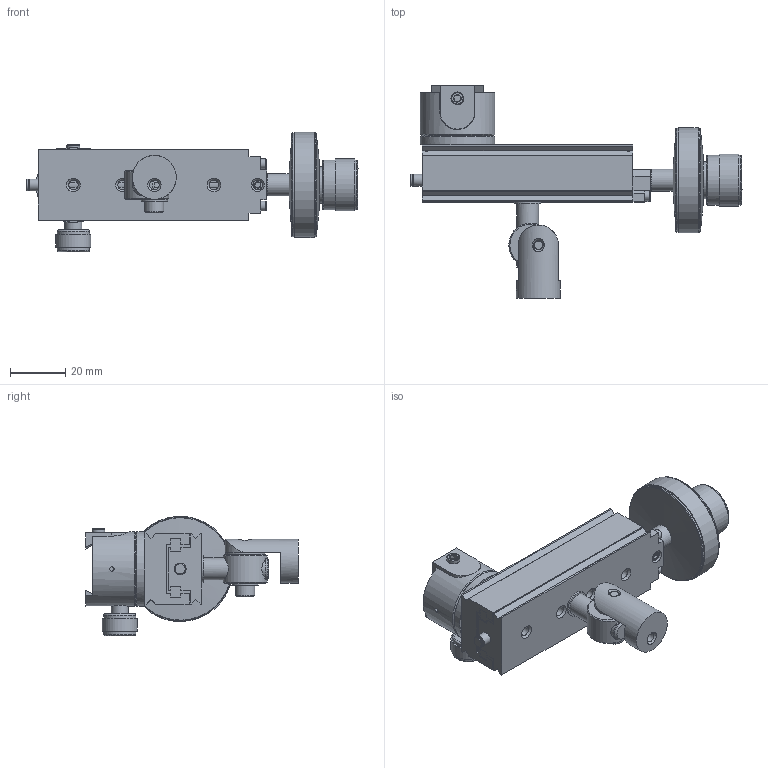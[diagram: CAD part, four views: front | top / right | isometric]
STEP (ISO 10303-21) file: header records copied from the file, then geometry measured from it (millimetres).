
FILE_DESCRIPTION (( 'STEP AP203' ), '1' );
FILE_NAME ('91250000E_step.STEP', '2018-11-21T14:26:12', ( '' ), ( '' ), 'SwSTEP 2.0', 'SolidWorks 2016', '' );
FILE_SCHEMA (( 'CONFIG_CONTROL_DESIGN' ));
Length unit declared in the file: inch
Products named in the file (1): 91250000E_step
Bounding box: 120.08 x 76.87 x 43.16 mm (x, y, z)
Volume: 69993.7 mm3; surface area: 20340 mm2
Topology: 1 solids, 2 shells, 387 faces, 871 edges, 542 vertices
Faces by surface type: plane 225, cone 87, cylinder 71, torus 2, sphere 2
Full cylindrical faces by diameter (mm): 1.587 x1, 2.769 x1, 3.454 x11, 3.556 x2, 4.293 x2, 4.42 x1, 4.648 x1, 5.41 x2, 6.219 x1, 6.35 x1, 6.528 x1, 6.858 x1, 7.937 x1, 7.976 x1, 8.001 x1, 9.525 x2, 10.16 x2, 11.684 x2, 12.7 x1, 13.081 x1, 13.335 x1, 14.275 x1, 15.875 x2, 16.637 x1, 18.034 x2, 18.864 x1, 19.05 x1, 26.975 x2, 36.068 x1, 37.592 x2
Entity records: 10485 total; most frequent: CARTESIAN_POINT 2413, DIRECTION 1660, ORIENTED_EDGE 1470, EDGE_CURVE 735, AXIS2_PLACEMENT_3D 610, EDGE_LOOP 536, VERTEX_POINT 499, FACE_OUTER_BOUND 442
